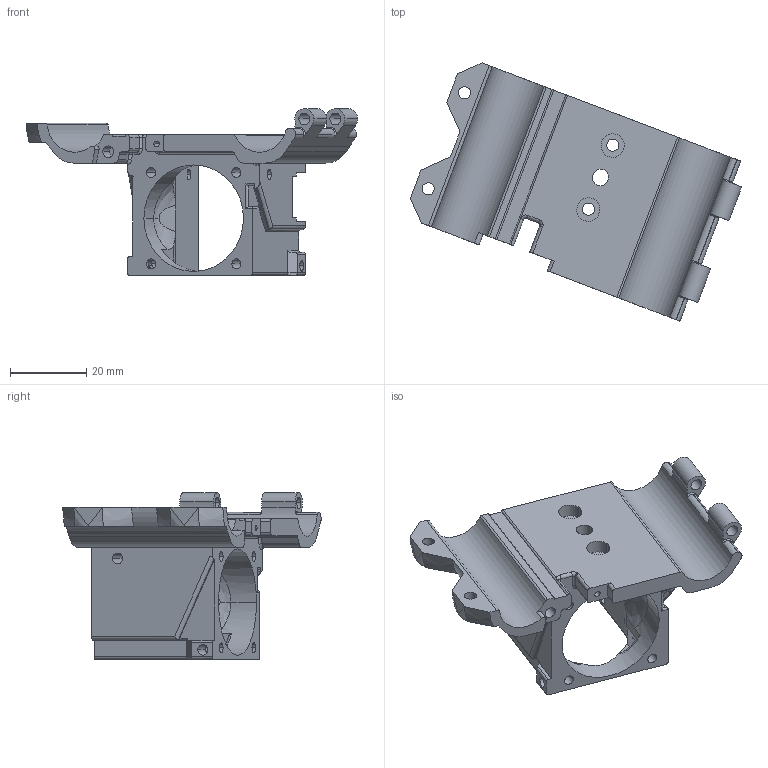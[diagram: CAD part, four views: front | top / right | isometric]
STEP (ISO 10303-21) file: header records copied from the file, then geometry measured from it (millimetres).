
FILE_DESCRIPTION (( 'STEP AP203' ), '1' );
FILE_NAME ('karetka_bottom.STEP', '2022-02-13T11:20:39', ( '' ), ( '' ), 'SwSTEP 2.0', 'SolidWorks 2020', '' );
FILE_SCHEMA (( 'CONFIG_CONTROL_DESIGN' ));
Length unit declared in the file: millimetre
Products named in the file (1): karetka_bottom
Bounding box: 87.14 x 67.88 x 43.79 mm (x, y, z)
Volume: 28627.2 mm3; surface area: 15489.6 mm2
Topology: 1 solids, 1 shells, 244 faces, 680 edges, 434 vertices
Faces by surface type: cylinder 116, plane 85, cone 20, bspline 12, torus 11
Entity records: 8542 total; most frequent: CARTESIAN_POINT 2221, ORIENTED_EDGE 1352, DIRECTION 1295, EDGE_CURVE 676, AXIS2_PLACEMENT_3D 478, VERTEX_POINT 434, LINE 339, VECTOR 339
